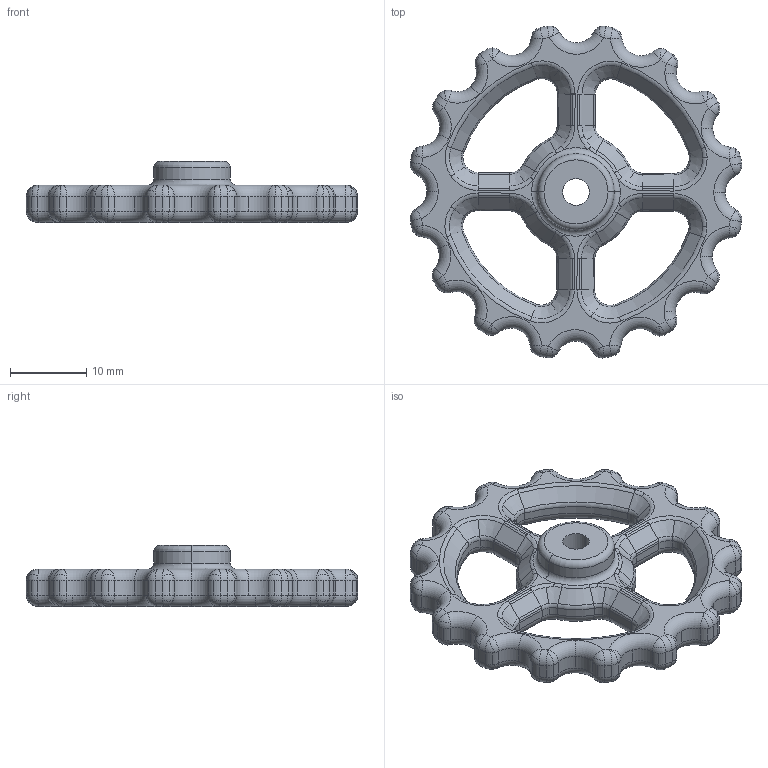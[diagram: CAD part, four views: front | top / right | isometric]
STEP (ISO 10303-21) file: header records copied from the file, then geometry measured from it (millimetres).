
FILE_DESCRIPTION (( 'STEP AP214' ), '1' );
FILE_NAME ('Bed leveling nut.STEP', '2025-09-18T19:07:38', ( '' ), ( '' ), 'SwSTEP 2.0', 'SolidWorks 2024', '' );
FILE_SCHEMA (( 'AUTOMOTIVE_DESIGN' ));
Length unit declared in the file: metre
Products named in the file (1): Bed leveling nut
Bounding box: 43.5 x 43.5 x 8 mm (x, y, z)
Volume: 4276.4 mm3; surface area: 3178.6 mm2
Topology: 1 solids, 1 shells, 590 faces, 1417 edges, 827 vertices
Faces by surface type: cylinder 204, torus 184, sphere 128, cone 40, plane 26, bspline 8
Entity records: 17551 total; most frequent: DIRECTION 3634, CARTESIAN_POINT 3051, ORIENTED_EDGE 2834, AXIS2_PLACEMENT_3D 1666, EDGE_CURVE 1417, CIRCLE 1083, VERTEX_POINT 827, EDGE_LOOP 598
